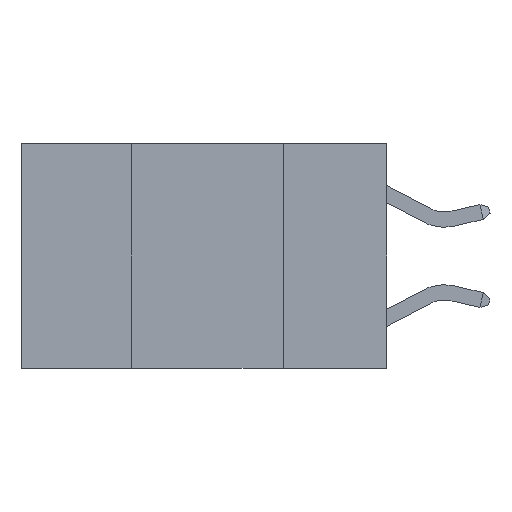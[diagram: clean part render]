
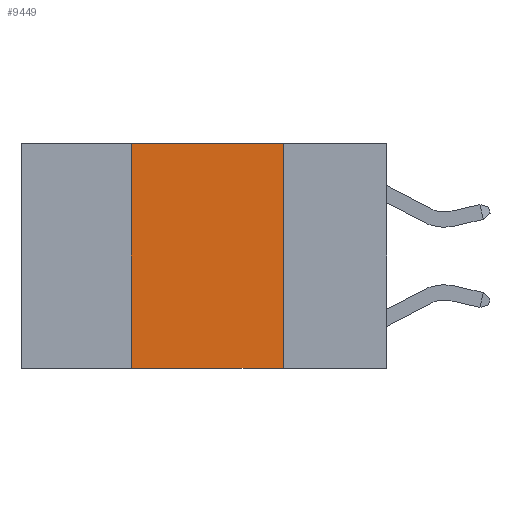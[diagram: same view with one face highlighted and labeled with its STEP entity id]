
A CAD part, left-side view. The second image highlights one B-rep face of the part: STEP entity #9449.
In plain terms, the highlighted planar face has unit normal (-1, 0, 0).
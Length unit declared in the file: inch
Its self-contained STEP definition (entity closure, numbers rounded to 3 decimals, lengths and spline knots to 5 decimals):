
#353 = FACE_OUTER_BOUND ( 'NONE', #8557, .T. ) ;
#578 = VERTEX_POINT ( 'NONE', #14227 ) ;
#680 = CARTESIAN_POINT ( 'NONE',  ( 0., 0.6, 0. ) ) ;
#1026 = VECTOR ( 'NONE', #11134, 39.37008 ) ;
#1293 = CARTESIAN_POINT ( 'NONE',  ( 0., 0.42, -0.37 ) ) ;
#1760 = LINE ( 'NONE', #16799, #12275 ) ;
#2129 = PLANE ( 'NONE',  #7538 ) ;
#2244 = DIRECTION ( 'NONE',  ( 0., -1., 0. ) ) ;
#2875 = ORIENTED_EDGE ( 'NONE', *, *, #14713, .F. ) ;
#3756 = CARTESIAN_POINT ( 'NONE',  ( 0., 0.17, -0.37 ) ) ;
#4681 = LINE ( 'NONE', #6322, #15019 ) ;
#4875 = EDGE_CURVE ( 'NONE', #5998, #10473, #10549, .T. ) ;
#5998 = VERTEX_POINT ( 'NONE', #1293 ) ;
#6322 = CARTESIAN_POINT ( 'NONE',  ( 0., 0.6, 0. ) ) ;
#6566 = ORIENTED_EDGE ( 'NONE', *, *, #13438, .F. ) ;
#7538 = AXIS2_PLACEMENT_3D ( 'NONE', #680, #16849, #9139 ) ;
#7998 = LINE ( 'NONE', #17408, #1026 ) ;
#8557 = EDGE_LOOP ( 'NONE', ( #13304, #2875, #6566, #10335 ) ) ;
#9139 = DIRECTION ( 'NONE',  ( 0., 0., -1. ) ) ;
#9187 = VERTEX_POINT ( 'NONE', #17035 ) ;
#9449 = ADVANCED_FACE ( 'NONE', ( #353 ), #2129, .F. ) ;
#10335 = ORIENTED_EDGE ( 'NONE', *, *, #4875, .T. ) ;
#10473 = VERTEX_POINT ( 'NONE', #3756 ) ;
#10518 = DIRECTION ( 'NONE',  ( 0., 0., 1. ) ) ;
#10549 = LINE ( 'NONE', #12664, #16860 ) ;
#11134 = DIRECTION ( 'NONE',  ( 0., 0., -1. ) ) ;
#12275 = VECTOR ( 'NONE', #10518, 39.37008 ) ;
#12664 = CARTESIAN_POINT ( 'NONE',  ( 0., 0.6, -0.37 ) ) ;
#13304 = ORIENTED_EDGE ( 'NONE', *, *, #17323, .F. ) ;
#13438 = EDGE_CURVE ( 'NONE', #5998, #9187, #1760, .T. ) ;
#13939 = DIRECTION ( 'NONE',  ( 0., -1., 0. ) ) ;
#14227 = CARTESIAN_POINT ( 'NONE',  ( 0., 0.17, 0. ) ) ;
#14713 = EDGE_CURVE ( 'NONE', #9187, #578, #4681, .T. ) ;
#15019 = VECTOR ( 'NONE', #2244, 39.37008 ) ;
#16799 = CARTESIAN_POINT ( 'NONE',  ( 0., 0.42, 0. ) ) ;
#16849 = DIRECTION ( 'NONE',  ( 1., 0., 0. ) ) ;
#16860 = VECTOR ( 'NONE', #13939, 39.37008 ) ;
#17035 = CARTESIAN_POINT ( 'NONE',  ( 0., 0.42, 0. ) ) ;
#17323 = EDGE_CURVE ( 'NONE', #578, #10473, #7998, .T. ) ;
#17408 = CARTESIAN_POINT ( 'NONE',  ( 0., 0.17, 0. ) ) ;
